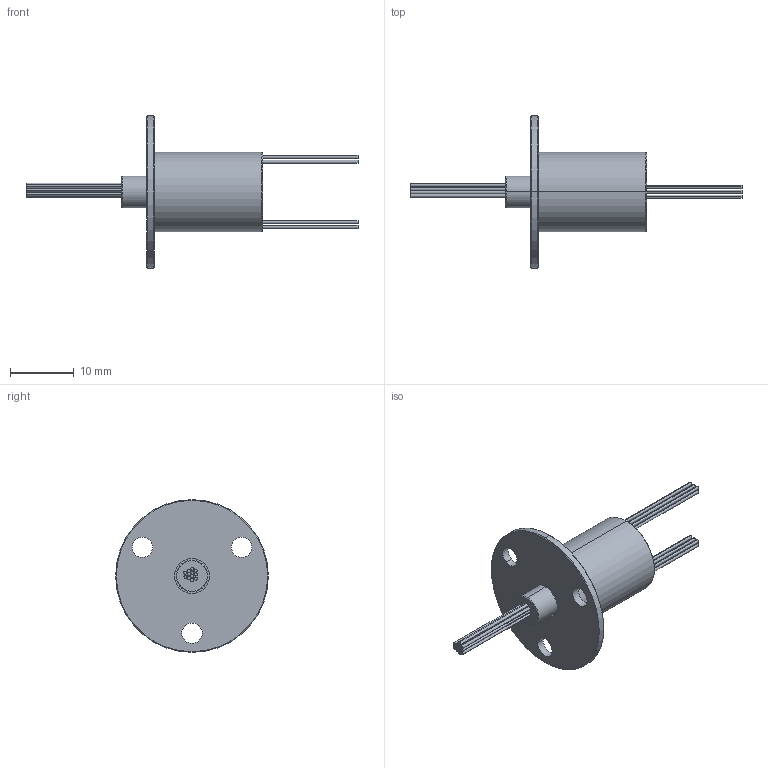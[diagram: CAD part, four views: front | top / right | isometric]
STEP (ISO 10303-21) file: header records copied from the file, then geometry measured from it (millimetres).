
FILE_DESCRIPTION((''),'2;1');
FILE_NAME('PRT0005','2017-02-13T',('Administrator'),(''),'PRO/ENGINEER BY PARAMETRIC TECHNOLOGY CORPORATION, 2007170','PRO/ENGINEER BY PARAMETRIC TECHNOLOGY CORPORATION, 2007170','');
FILE_SCHEMA(('CONFIG_CONTROL_DESIGN'));
Length unit declared in the file: millimetre
Products named in the file (1): PRT0005
Bounding box: 52.2 x 24 x 24 mm (x, y, z)
Volume: 2746.3 mm3; surface area: 2283.5 mm2
Topology: 1 solids, 1 shells, 99 faces, 202 edges, 132 vertices
Faces by surface type: cylinder 62, plane 29, cone 8
Entity records: 2714 total; most frequent: DIRECTION 532, CARTESIAN_POINT 433, ORIENTED_EDGE 404, AXIS2_PLACEMENT_3D 231, EDGE_CURVE 202, VERTEX_POINT 132, EDGE_LOOP 132, CIRCLE 132
